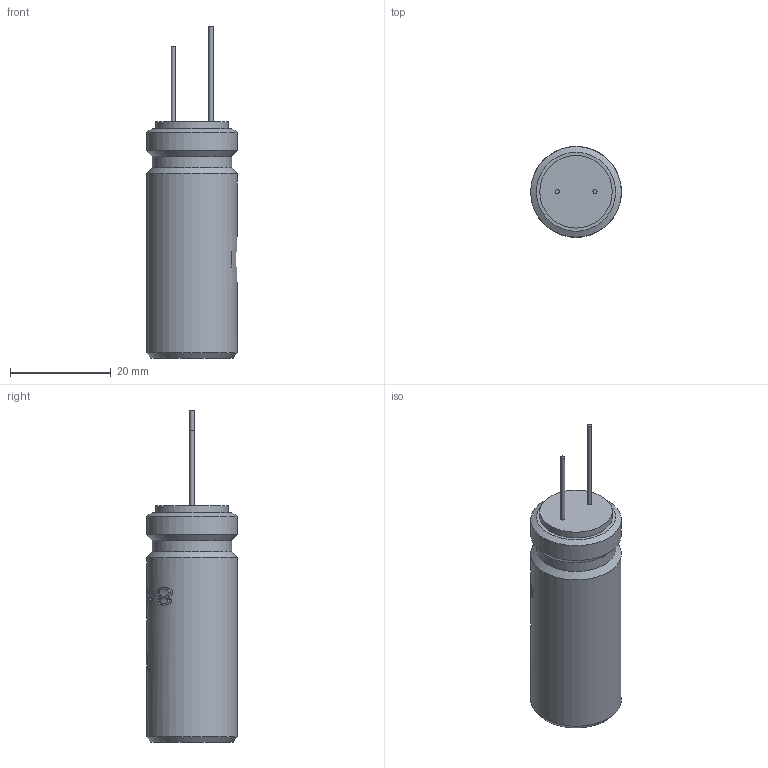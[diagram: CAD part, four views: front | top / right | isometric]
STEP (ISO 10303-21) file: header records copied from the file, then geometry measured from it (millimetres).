
FILE_DESCRIPTION(/* description */ (''),/* implementation_level */ '2;1');
FILE_NAME(/* name */ 'ELBK350ELL842AM40S v1.step',/* time_stamp */ '2019-07-11T13:43:06+01:00',/* author */ (''),/* organization */ (''),/* preprocessor_version */ 'ST-DEVELOPER v18',/* originating_system */ 'Autodesk Translation Framework v8.2.0.1029',/* authorisation */ '');
FILE_SCHEMA (('AUTOMOTIVE_DESIGN { 1 0 10303 214 3 1 1 }'));
Length unit declared in the file: millimetre
Products named in the file (1): ELBK350ELL842AM40S
Bounding box: 18 x 18 x 65.88 mm (x, y, z)
Volume: 11480.3 mm3; surface area: 3259.9 mm2
Topology: 3 solids, 3 shells, 223 faces, 602 edges, 402 vertices
Faces by surface type: bspline 128, plane 69, cylinder 22, cone 4
Full cylindrical faces by diameter (mm): 0.8 x2, 13.919 x1, 14.391 x1, 15.784 x1, 18 x2
Entity records: 13112 total; most frequent: CARTESIAN_POINT 8221, ORIENTED_EDGE 1204, DIRECTION 638, EDGE_CURVE 602, VERTEX_POINT 402, B_SPLINE_CURVE_WITH_KNOTS 256, LINE 246, VECTOR 246
